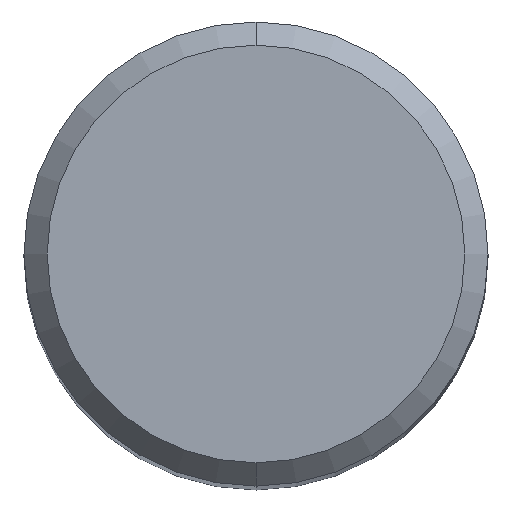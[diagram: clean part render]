
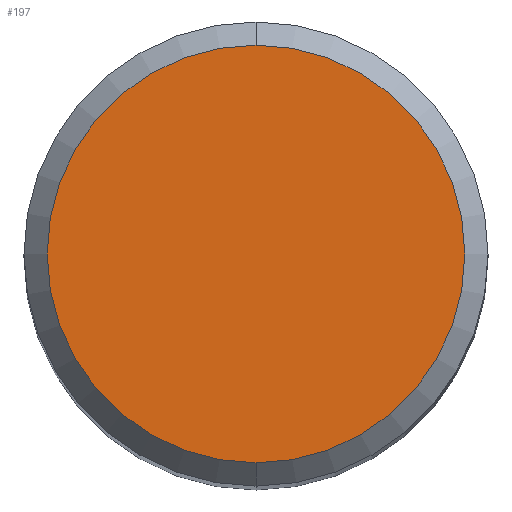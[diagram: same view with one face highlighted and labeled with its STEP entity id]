
A CAD part, top view. The second image highlights one B-rep face of the part: STEP entity #197.
In plain terms, the highlighted planar face has unit normal (0, 0, 1).
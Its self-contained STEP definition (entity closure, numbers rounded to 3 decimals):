
#101=EDGE_CURVE('',#139,#115,#253,.T.);
#111=EDGE_CURVE('',#115,#139,#265,.T.);
#115=VERTEX_POINT('',#269);
#139=VERTEX_POINT('',#297);
#197=ADVANCED_FACE('',(#360),#361,.T.);
#253=CIRCLE('',#414,5.4);
#265=CIRCLE('',#429,5.4);
#269=CARTESIAN_POINT('',(0.,-5.4,0.0));
#297=CARTESIAN_POINT('',(0.0,5.4,0.0));
#360=FACE_OUTER_BOUND('',#555,.T.);
#361=PLANE('',#556);
#414=AXIS2_PLACEMENT_3D('',#609,#610,#611);
#429=AXIS2_PLACEMENT_3D('',#627,#628,#629);
#555=EDGE_LOOP('',(#743,#744));
#556=AXIS2_PLACEMENT_3D('',#745,#746,#747);
#609=CARTESIAN_POINT('',(0.0,0.0,0.0));
#610=DIRECTION('',(0.0,0.0,-1.0));
#611=DIRECTION('',(0.0,1.0,0.0));
#627=CARTESIAN_POINT('',(0.0,0.0,0.0));
#628=DIRECTION('',(0.0,0.0,-1.0));
#629=DIRECTION('',(0.0,1.0,0.0));
#743=ORIENTED_EDGE('',*,*,#101,.F.);
#744=ORIENTED_EDGE('',*,*,#111,.F.);
#745=CARTESIAN_POINT('',(0.0,2.7,0.0));
#746=DIRECTION('',(-0.0,0.0,1.0));
#747=DIRECTION('',(0.0,-1.0,0.0));
